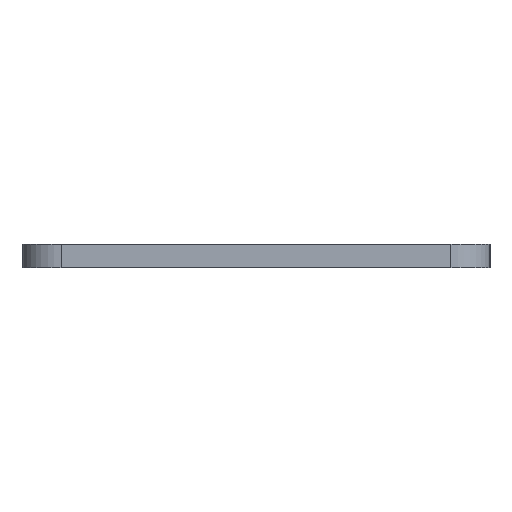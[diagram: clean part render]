
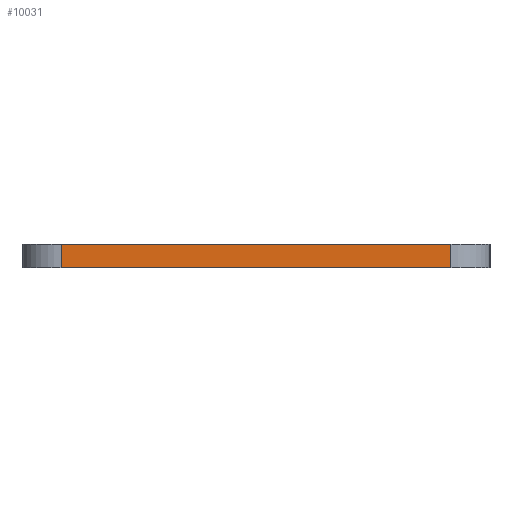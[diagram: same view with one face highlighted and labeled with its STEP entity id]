
A CAD part, left-side view. The second image highlights one B-rep face of the part: STEP entity #10031.
In plain terms, the highlighted planar face has unit normal (-1, 0, 0).
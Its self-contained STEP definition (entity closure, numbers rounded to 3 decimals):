
#44 = PLANE('',#45);
#45 = AXIS2_PLACEMENT_3D('',#46,#47,#48);
#46 = CARTESIAN_POINT('',(-300.,60.,0.));
#47 = DIRECTION('',(0.,0.,1.));
#48 = DIRECTION('',(1.,0.,0.));
#72 = CYLINDRICAL_SURFACE('',#73,10.);
#73 = AXIS2_PLACEMENT_3D('',#74,#75,#76);
#74 = CARTESIAN_POINT('',(-290.,50.,0.));
#75 = DIRECTION('',(0.,0.,1.));
#76 = DIRECTION('',(0.,1.,0.));
#100 = PLANE('',#101);
#101 = AXIS2_PLACEMENT_3D('',#102,#103,#104);
#102 = CARTESIAN_POINT('',(-300.,60.,6.));
#103 = DIRECTION('',(0.,0.,1.));
#104 = DIRECTION('',(1.,0.,0.));
#143 = VERTEX_POINT('',#144);
#144 = CARTESIAN_POINT('',(-300.,50.,0.));
#166 = EDGE_CURVE('',#167,#143,#169,.T.);
#167 = VERTEX_POINT('',#168);
#168 = CARTESIAN_POINT('',(-300.,-50.,0.));
#169 = SURFACE_CURVE('',#170,(#174,#181),.PCURVE_S1.);
#170 = LINE('',#171,#172);
#171 = CARTESIAN_POINT('',(-300.,-60.,0.));
#172 = VECTOR('',#173,1.);
#173 = DIRECTION('',(0.,1.,0.));
#174 = PCURVE('',#44,#175);
#175 = DEFINITIONAL_REPRESENTATION('',(#176),#180);
#176 = LINE('',#177,#178);
#177 = CARTESIAN_POINT('',(0.,-120.));
#178 = VECTOR('',#179,1.);
#179 = DIRECTION('',(0.,1.));
#180 = ( GEOMETRIC_REPRESENTATION_CONTEXT(2) 
PARAMETRIC_REPRESENTATION_CONTEXT() REPRESENTATION_CONTEXT('2D SPACE',''
  ) );
#181 = PCURVE('',#182,#187);
#182 = PLANE('',#183);
#183 = AXIS2_PLACEMENT_3D('',#184,#185,#186);
#184 = CARTESIAN_POINT('',(-300.,-60.,0.));
#185 = DIRECTION('',(-1.,0.,0.));
#186 = DIRECTION('',(0.,1.,0.));
#187 = DEFINITIONAL_REPRESENTATION('',(#188),#192);
#188 = LINE('',#189,#190);
#189 = CARTESIAN_POINT('',(0.,0.));
#190 = VECTOR('',#191,1.);
#191 = DIRECTION('',(1.,0.));
#192 = ( GEOMETRIC_REPRESENTATION_CONTEXT(2) 
PARAMETRIC_REPRESENTATION_CONTEXT() REPRESENTATION_CONTEXT('2D SPACE',''
  ) );
#211 = CYLINDRICAL_SURFACE('',#212,10.);
#212 = AXIS2_PLACEMENT_3D('',#213,#214,#215);
#213 = CARTESIAN_POINT('',(-290.,-50.,0.));
#214 = DIRECTION('',(0.,0.,1.));
#215 = DIRECTION('',(-1.,0.,0.));
#5357 = EDGE_CURVE('',#143,#5358,#5360,.T.);
#5358 = VERTEX_POINT('',#5359);
#5359 = CARTESIAN_POINT('',(-300.,50.,6.));
#5360 = SURFACE_CURVE('',#5361,(#5365,#5372),.PCURVE_S1.);
#5361 = LINE('',#5362,#5363);
#5362 = CARTESIAN_POINT('',(-300.,50.,0.));
#5363 = VECTOR('',#5364,1.);
#5364 = DIRECTION('',(0.,0.,1.));
#5365 = PCURVE('',#72,#5366);
#5366 = DEFINITIONAL_REPRESENTATION('',(#5367),#5371);
#5367 = LINE('',#5368,#5369);
#5368 = CARTESIAN_POINT('',(1.571,0.));
#5369 = VECTOR('',#5370,1.);
#5370 = DIRECTION('',(0.,1.));
#5371 = ( GEOMETRIC_REPRESENTATION_CONTEXT(2) 
PARAMETRIC_REPRESENTATION_CONTEXT() REPRESENTATION_CONTEXT('2D SPACE',''
  ) );
#5372 = PCURVE('',#182,#5373);
#5373 = DEFINITIONAL_REPRESENTATION('',(#5374),#5378);
#5374 = LINE('',#5375,#5376);
#5375 = CARTESIAN_POINT('',(110.,0.));
#5376 = VECTOR('',#5377,1.);
#5377 = DIRECTION('',(0.,-1.));
#5378 = ( GEOMETRIC_REPRESENTATION_CONTEXT(2) 
PARAMETRIC_REPRESENTATION_CONTEXT() REPRESENTATION_CONTEXT('2D SPACE',''
  ) );
#5462 = EDGE_CURVE('',#5463,#5358,#5465,.T.);
#5463 = VERTEX_POINT('',#5464);
#5464 = CARTESIAN_POINT('',(-300.,-50.,6.));
#5465 = SURFACE_CURVE('',#5466,(#5470,#5477),.PCURVE_S1.);
#5466 = LINE('',#5467,#5468);
#5467 = CARTESIAN_POINT('',(-300.,-60.,6.));
#5468 = VECTOR('',#5469,1.);
#5469 = DIRECTION('',(0.,1.,0.));
#5470 = PCURVE('',#100,#5471);
#5471 = DEFINITIONAL_REPRESENTATION('',(#5472),#5476);
#5472 = LINE('',#5473,#5474);
#5473 = CARTESIAN_POINT('',(0.,-120.));
#5474 = VECTOR('',#5475,1.);
#5475 = DIRECTION('',(0.,1.));
#5476 = ( GEOMETRIC_REPRESENTATION_CONTEXT(2) 
PARAMETRIC_REPRESENTATION_CONTEXT() REPRESENTATION_CONTEXT('2D SPACE',''
  ) );
#5477 = PCURVE('',#182,#5478);
#5478 = DEFINITIONAL_REPRESENTATION('',(#5479),#5483);
#5479 = LINE('',#5480,#5481);
#5480 = CARTESIAN_POINT('',(0.,-6.));
#5481 = VECTOR('',#5482,1.);
#5482 = DIRECTION('',(1.,0.));
#5483 = ( GEOMETRIC_REPRESENTATION_CONTEXT(2) 
PARAMETRIC_REPRESENTATION_CONTEXT() REPRESENTATION_CONTEXT('2D SPACE',''
  ) );
#10031 = ADVANCED_FACE('',(#10032),#182,.T.);
#10032 = FACE_BOUND('',#10033,.T.);
#10033 = EDGE_LOOP('',(#10034,#10035,#10056,#10057));
#10034 = ORIENTED_EDGE('',*,*,#166,.F.);
#10035 = ORIENTED_EDGE('',*,*,#10036,.T.);
#10036 = EDGE_CURVE('',#167,#5463,#10037,.T.);
#10037 = SURFACE_CURVE('',#10038,(#10042,#10049),.PCURVE_S1.);
#10038 = LINE('',#10039,#10040);
#10039 = CARTESIAN_POINT('',(-300.,-50.,0.));
#10040 = VECTOR('',#10041,1.);
#10041 = DIRECTION('',(0.,0.,1.));
#10042 = PCURVE('',#182,#10043);
#10043 = DEFINITIONAL_REPRESENTATION('',(#10044),#10048);
#10044 = LINE('',#10045,#10046);
#10045 = CARTESIAN_POINT('',(10.,0.));
#10046 = VECTOR('',#10047,1.);
#10047 = DIRECTION('',(0.,-1.));
#10048 = ( GEOMETRIC_REPRESENTATION_CONTEXT(2) 
PARAMETRIC_REPRESENTATION_CONTEXT() REPRESENTATION_CONTEXT('2D SPACE',''
  ) );
#10049 = PCURVE('',#211,#10050);
#10050 = DEFINITIONAL_REPRESENTATION('',(#10051),#10055);
#10051 = LINE('',#10052,#10053);
#10052 = CARTESIAN_POINT('',(0.,0.));
#10053 = VECTOR('',#10054,1.);
#10054 = DIRECTION('',(0.,1.));
#10055 = ( GEOMETRIC_REPRESENTATION_CONTEXT(2) 
PARAMETRIC_REPRESENTATION_CONTEXT() REPRESENTATION_CONTEXT('2D SPACE',''
  ) );
#10056 = ORIENTED_EDGE('',*,*,#5462,.T.);
#10057 = ORIENTED_EDGE('',*,*,#5357,.F.);
